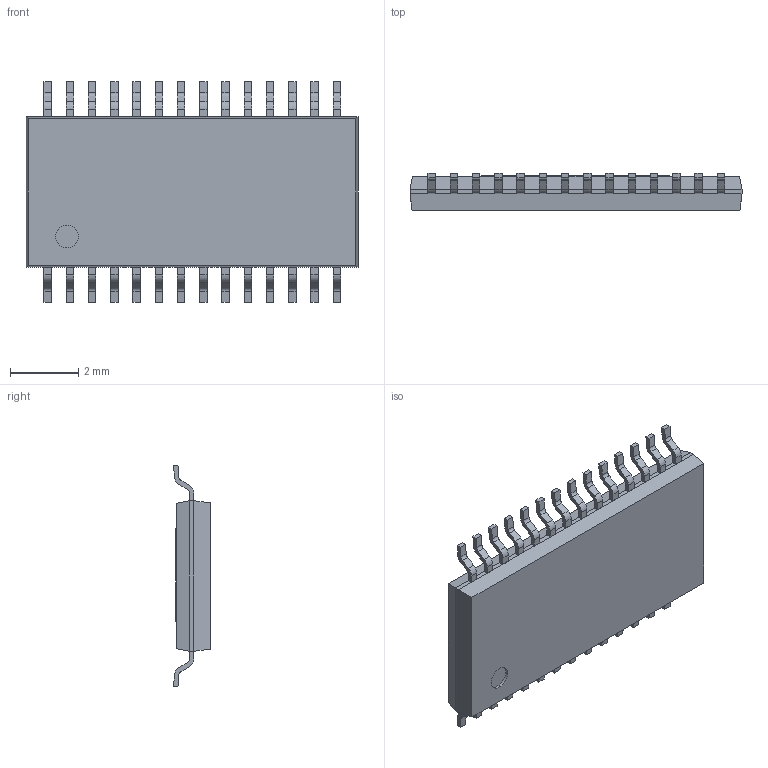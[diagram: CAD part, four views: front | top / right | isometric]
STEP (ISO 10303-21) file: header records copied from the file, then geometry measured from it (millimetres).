
FILE_DESCRIPTION(/* description */ ('Unknown'),/* implementation_level */ '2;1');
FILE_NAME(/* name */ 'TSSOP-28 big EP',/* time_stamp */ '2025-03-31T10:35:55+08:00',/* author */ ('Unknown'),/* organization */ ('Unknown'),/* preprocessor_version */ 'ST-DEVELOPER v18.102',/* originating_system */ 'Solid Edge',/* authorisation */ 'Unknown');
FILE_SCHEMA (('AUTOMOTIVE_DESIGN {1 0 10303 214 3 1 1}'));
Length unit declared in the file: millimetre
Products named in the file (4): TSSOP-28 big EP; Compound; LDF; EP
Assembly tree (3 placements, depth 2):
  TSSOP-28 big EP
    Compound
    LDF
    EP
Bounding box: 9.71 x 1.08 x 6.45 mm (x, y, z)
Volume: 43 mm3; surface area: 165.5 mm2
Topology: 30 solids, 30 shells, 414 faces, 1051 edges, 698 vertices
Faces by surface type: plane 301, cylinder 113
Full cylindrical faces by diameter (mm): 0.665 x1
Entity records: 12650 total; most frequent: CARTESIAN_POINT 2166, DIRECTION 2112, ORIENTED_EDGE 2100, EDGE_CURVE 1050, LINE 824, VECTOR 824, VERTEX_POINT 698, AXIS2_PLACEMENT_3D 644
